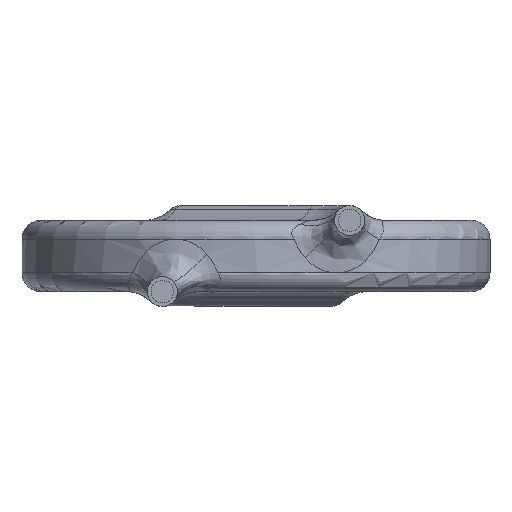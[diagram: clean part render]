
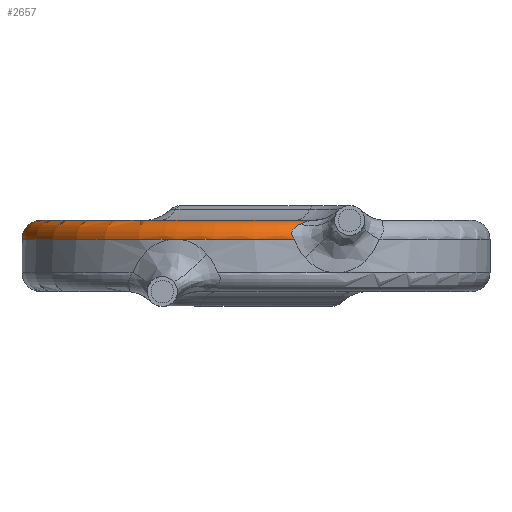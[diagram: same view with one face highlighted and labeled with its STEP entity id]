
A CAD part, front view. The second image highlights one B-rep face of the part: STEP entity #2657.
In plain terms, the highlighted toroidal (fillet/blend) face has major radius 5.75 mm and minor radius 0.5 mm.
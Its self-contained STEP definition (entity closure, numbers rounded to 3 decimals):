
#58 = CARTESIAN_POINT ( 'NONE',  ( 1.52, -5.545, 0.95 ) ) ;
#79 = VERTEX_POINT ( 'NONE', #4702 ) ;
#141 = DIRECTION ( 'NONE',  ( -1., 0., 0. ) ) ;
#166 = CARTESIAN_POINT ( 'NONE',  ( 0.976, -6.114, 0.686 ) ) ;
#466 = CARTESIAN_POINT ( 'NONE',  ( 0., 0., 0.45 ) ) ;
#722 = B_SPLINE_CURVE_WITH_KNOTS ( 'NONE', 3,
 ( #6763, #8144, #5120, #5169, #6673, #58 ),
 .UNSPECIFIED., .F., .F.,
 ( 4, 2, 4 ),
 ( 0.004, 0.004, 0.005 ),
 .UNSPECIFIED. ) ;
#898 = ORIENTED_EDGE ( 'NONE', *, *, #3702, .F. ) ;
#1270 = AXIS2_PLACEMENT_3D ( 'NONE', #2853, #5022, #9326 ) ;
#1578 = CIRCLE ( 'NONE', #5902, 0.5 ) ;
#1691 = DIRECTION ( 'NONE',  ( 0., 0., -1. ) ) ;
#1724 = AXIS2_PLACEMENT_3D ( 'NONE', #9445, #5152, #3653 ) ;
#2242 = AXIS2_PLACEMENT_3D ( 'NONE', #5300, #1691, #141 ) ;
#2243 = CARTESIAN_POINT ( 'NONE',  ( -5.75, 0., 0.95 ) ) ;
#2331 = CARTESIAN_POINT ( 'NONE',  ( 0.986, -6.103, 0.702 ) ) ;
#2657 = ADVANCED_FACE ( 'NONE', ( #9491 ), #4940, .T. ) ;
#2758 = ORIENTED_EDGE ( 'NONE', *, *, #6582, .T. ) ;
#2853 = CARTESIAN_POINT ( 'NONE',  ( 0., 0., 0.95 ) ) ;
#2953 = CARTESIAN_POINT ( 'NONE',  ( 1.021, -6.065, 0.755 ) ) ;
#2988 = VERTEX_POINT ( 'NONE', #2243 ) ;
#3100 = CARTESIAN_POINT ( 'NONE',  ( 1.174, -5.933, 0.851 ) ) ;
#3216 = EDGE_CURVE ( 'NONE', #9456, #79, #9474, .T. ) ;
#3330 = CIRCLE ( 'NONE', #2242, 6.25 ) ;
#3398 = DIRECTION ( 'NONE',  ( -1., 0., 0. ) ) ;
#3653 = DIRECTION ( 'NONE',  ( -1., 0., 0. ) ) ;
#3683 = DIRECTION ( 'NONE',  ( 0., -1., 0. ) ) ;
#3702 = EDGE_CURVE ( 'NONE', #5663, #9456, #3330, .T. ) ;
#3862 = ORIENTED_EDGE ( 'NONE', *, *, #9371, .T. ) ;
#3878 = CARTESIAN_POINT ( 'NONE',  ( 1.028, -6.165, 0.45 ) ) ;
#4245 = CARTESIAN_POINT ( 'NONE',  ( 1.174, -5.933, 0.851 ) ) ;
#4702 = CARTESIAN_POINT ( 'NONE',  ( -6.25, 0., 0.45 ) ) ;
#4794 = DIRECTION ( 'NONE',  ( 0., 0., -1. ) ) ;
#4940 = TOROIDAL_SURFACE ( 'NONE', #1724, 5.75, 0.5 ) ;
#5022 = DIRECTION ( 'NONE',  ( 0., 0., -1. ) ) ;
#5096 = ORIENTED_EDGE ( 'NONE', *, *, #3216, .F. ) ;
#5120 = CARTESIAN_POINT ( 'NONE',  ( 1.302, -5.821, 0.905 ) ) ;
#5152 = DIRECTION ( 'NONE',  ( 0., 0., -1. ) ) ;
#5169 = CARTESIAN_POINT ( 'NONE',  ( 1.424, -5.695, 0.938 ) ) ;
#5230 = CARTESIAN_POINT ( 'NONE',  ( 0.981, -6.108, 0.694 ) ) ;
#5234 = CARTESIAN_POINT ( 'NONE',  ( -5.75, 0., 0.45 ) ) ;
#5275 = CARTESIAN_POINT ( 'NONE',  ( 0.967, -6.125, 0.668 ) ) ;
#5300 = CARTESIAN_POINT ( 'NONE',  ( 0., 0., 0.45 ) ) ;
#5321 = CARTESIAN_POINT ( 'NONE',  ( 0.954, -6.147, 0.62 ) ) ;
#5437 = CIRCLE ( 'NONE', #1270, 5.75 ) ;
#5447 = B_SPLINE_CURVE_WITH_KNOTS ( 'NONE', 3,
 ( #3878, #9035, #5959, #8152, #5321, #7347, #5275, #166, #5230, #6774, #2331, #2953, #8842, #3100 ),
 .UNSPECIFIED., .F., .F.,
 ( 4, 2, 2, 1, 1, 2, 2, 4 ),
 ( 0., 0.25, 0.375, 0.438, 0.469, 0.484, 0.5, 1. ),
 .UNSPECIFIED. ) ;
#5663 = VERTEX_POINT ( 'NONE', #9210 ) ;
#5676 = CARTESIAN_POINT ( 'NONE',  ( 1.52, -5.545, 0.95 ) ) ;
#5902 = AXIS2_PLACEMENT_3D ( 'NONE', #5234, #3683, #6636 ) ;
#5959 = CARTESIAN_POINT ( 'NONE',  ( 0.963, -6.17, 0.534 ) ) ;
#6434 = VERTEX_POINT ( 'NONE', #5676 ) ;
#6582 = EDGE_CURVE ( 'NONE', #5663, #6892, #5447, .T. ) ;
#6636 = DIRECTION ( 'NONE',  ( 0., 0., -1. ) ) ;
#6673 = CARTESIAN_POINT ( 'NONE',  ( 1.483, -5.628, 0.95 ) ) ;
#6717 = AXIS2_PLACEMENT_3D ( 'NONE', #466, #4794, #3398 ) ;
#6763 = CARTESIAN_POINT ( 'NONE',  ( 1.174, -5.933, 0.851 ) ) ;
#6774 = CARTESIAN_POINT ( 'NONE',  ( 0.984, -6.105, 0.699 ) ) ;
#6892 = VERTEX_POINT ( 'NONE', #4245 ) ;
#7174 = EDGE_LOOP ( 'NONE', ( #7512, #8862, #5096, #898, #2758, #3862 ) ) ;
#7347 = CARTESIAN_POINT ( 'NONE',  ( 0.962, -6.133, 0.652 ) ) ;
#7512 = ORIENTED_EDGE ( 'NONE', *, *, #9254, .T. ) ;
#8144 = CARTESIAN_POINT ( 'NONE',  ( 1.237, -5.878, 0.882 ) ) ;
#8152 = CARTESIAN_POINT ( 'NONE',  ( 0.953, -6.155, 0.599 ) ) ;
#8191 = CARTESIAN_POINT ( 'NONE',  ( -2.155, -5.867, 0.45 ) ) ;
#8842 = CARTESIAN_POINT ( 'NONE',  ( 1.084, -6.011, 0.807 ) ) ;
#8862 = ORIENTED_EDGE ( 'NONE', *, *, #9051, .T. ) ;
#9035 = CARTESIAN_POINT ( 'NONE',  ( 0.987, -6.172, 0.491 ) ) ;
#9051 = EDGE_CURVE ( 'NONE', #2988, #79, #1578, .T. ) ;
#9210 = CARTESIAN_POINT ( 'NONE',  ( 1.028, -6.165, 0.45 ) ) ;
#9254 = EDGE_CURVE ( 'NONE', #6434, #2988, #5437, .T. ) ;
#9326 = DIRECTION ( 'NONE',  ( -1., 0., 0. ) ) ;
#9371 = EDGE_CURVE ( 'NONE', #6892, #6434, #722, .T. ) ;
#9445 = CARTESIAN_POINT ( 'NONE',  ( 0., 0., 0.45 ) ) ;
#9456 = VERTEX_POINT ( 'NONE', #8191 ) ;
#9474 = CIRCLE ( 'NONE', #6717, 6.25 ) ;
#9491 = FACE_OUTER_BOUND ( 'NONE', #7174, .T. ) ;
